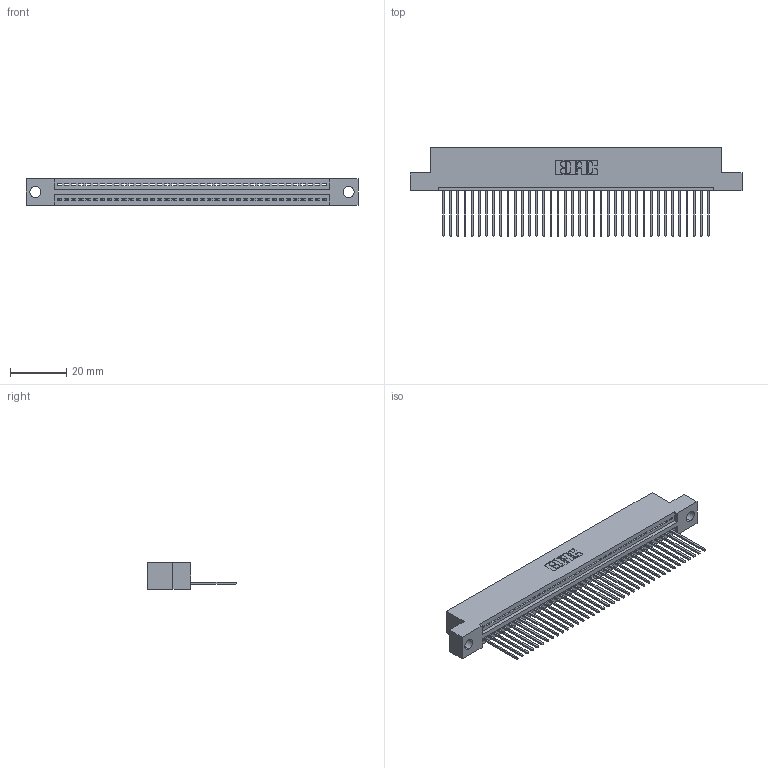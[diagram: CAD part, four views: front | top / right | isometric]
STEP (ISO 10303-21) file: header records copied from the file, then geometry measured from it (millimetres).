
FILE_DESCRIPTION (( 'STEP AP203' ), '1' );
FILE_NAME ('345-038-542-104.STEP', '2021-05-26T14:54:21', ( '' ), ( '' ), 'SwSTEP 2.0', 'SolidWorks 2020', '' );
FILE_SCHEMA (( 'CONFIG_CONTROL_DESIGN' ));
Length unit declared in the file: inch
Products named in the file (3): 345-038-542-104; 345-292-001_345-293-142; 345 Part_Flush Mounting Lugs - 0.156 Dia-TI
Assembly tree (39 placements, depth 2):
  345-038-542-104
    345 Part_Flush Mounting Lugs - 0.156 Dia-TI
    345-292-001_345-293-142  x38
Bounding box: 117.73 x 31.29 x 9.4 mm (x, y, z)
Volume: 11127.8 mm3; surface area: 15110.7 mm2
Topology: 39 solids, 39 shells, 2344 faces, 7065 edges, 4658 vertices
Faces by surface type: plane 1614, cylinder 730
Entity records: 29575 total; most frequent: CARTESIAN_POINT 5132, ORIENTED_EDGE 5102, DIRECTION 4487, EDGE_CURVE 2551, VECTOR 2267, LINE 2267, VERTEX_POINT 1698, AXIS2_PLACEMENT_3D 1110
